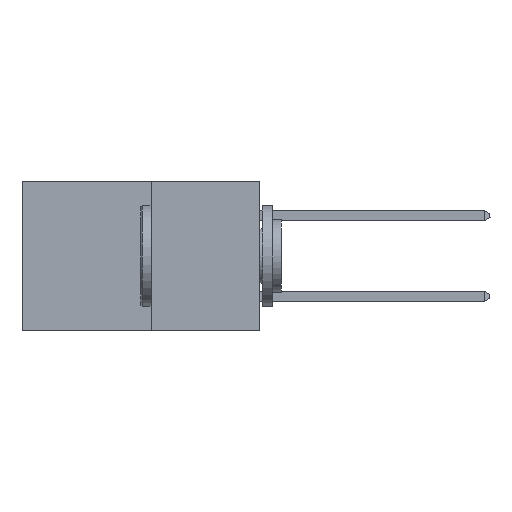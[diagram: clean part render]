
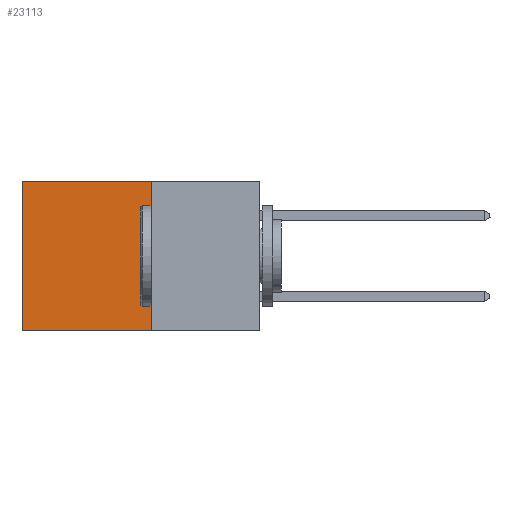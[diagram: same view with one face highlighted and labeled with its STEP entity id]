
A CAD part, left-side view. The second image highlights one B-rep face of the part: STEP entity #23113.
In plain terms, the highlighted planar face has unit normal (-1, 0, 0).
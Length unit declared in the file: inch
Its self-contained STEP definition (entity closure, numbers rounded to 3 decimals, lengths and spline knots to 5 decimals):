
#932 = CARTESIAN_POINT ( 'NONE',  ( 0.277, 0.27, 0. ) ) ;
#1429 = DIRECTION ( 'NONE',  ( 0., 0., -1. ) ) ;
#4234 = ORIENTED_EDGE ( 'NONE', *, *, #9967, .T. ) ;
#5431 = CARTESIAN_POINT ( 'NONE',  ( 0.277, 0.59, -0.37 ) ) ;
#5607 = EDGE_LOOP ( 'NONE', ( #4234, #16015, #19138, #20222 ) ) ;
#5926 = CARTESIAN_POINT ( 'NONE',  ( 0.277, 0.27, -0.37 ) ) ;
#6855 = VERTEX_POINT ( 'NONE', #5431 ) ;
#6967 = LINE ( 'NONE', #31744, #7767 ) ;
#7740 = EDGE_CURVE ( 'NONE', #15270, #12290, #26523, .T. ) ;
#7767 = VECTOR ( 'NONE', #1429, 39.37008 ) ;
#9926 = PLANE ( 'NONE',  #15587 ) ;
#9967 = EDGE_CURVE ( 'NONE', #23950, #6855, #6967, .T. ) ;
#11480 = DIRECTION ( 'NONE',  ( 0., 1., 0. ) ) ;
#12290 = VERTEX_POINT ( 'NONE', #32583 ) ;
#12492 = DIRECTION ( 'NONE',  ( 1., 0., 0. ) ) ;
#14875 = VECTOR ( 'NONE', #27730, 39.37008 ) ;
#15092 = LINE ( 'NONE', #31670, #21044 ) ;
#15270 = VERTEX_POINT ( 'NONE', #932 ) ;
#15587 = AXIS2_PLACEMENT_3D ( 'NONE', #27631, #12492, #30138 ) ;
#16015 = ORIENTED_EDGE ( 'NONE', *, *, #29385, .F. ) ;
#19138 = ORIENTED_EDGE ( 'NONE', *, *, #7740, .F. ) ;
#20222 = ORIENTED_EDGE ( 'NONE', *, *, #26311, .T. ) ;
#21044 = VECTOR ( 'NONE', #11480, 39.37008 ) ;
#23113 = ADVANCED_FACE ( 'NONE', ( #31853 ), #9926, .F. ) ;
#23950 = VERTEX_POINT ( 'NONE', #28239 ) ;
#25720 = VECTOR ( 'NONE', #26169, 39.37008 ) ;
#26169 = DIRECTION ( 'NONE',  ( 0., 0., -1. ) ) ;
#26311 = EDGE_CURVE ( 'NONE', #15270, #23950, #15092, .T. ) ;
#26523 = LINE ( 'NONE', #5926, #25720 ) ;
#27521 = LINE ( 'NONE', #30270, #14875 ) ;
#27631 = CARTESIAN_POINT ( 'NONE',  ( 0.277, 0.27, -0.37 ) ) ;
#27730 = DIRECTION ( 'NONE',  ( 0., 1., 0. ) ) ;
#28239 = CARTESIAN_POINT ( 'NONE',  ( 0.277, 0.59, 0. ) ) ;
#29385 = EDGE_CURVE ( 'NONE', #12290, #6855, #27521, .T. ) ;
#30138 = DIRECTION ( 'NONE',  ( 0., 0., -1. ) ) ;
#30270 = CARTESIAN_POINT ( 'NONE',  ( 0.277, 0.27, -0.37 ) ) ;
#31670 = CARTESIAN_POINT ( 'NONE',  ( 0.277, 0.27, 0. ) ) ;
#31744 = CARTESIAN_POINT ( 'NONE',  ( 0.277, 0.59, -0.37 ) ) ;
#31853 = FACE_OUTER_BOUND ( 'NONE', #5607, .T. ) ;
#32583 = CARTESIAN_POINT ( 'NONE',  ( 0.277, 0.27, -0.37 ) ) ;
